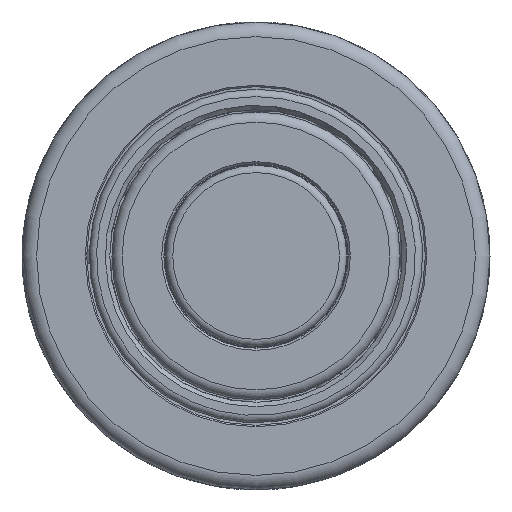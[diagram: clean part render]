
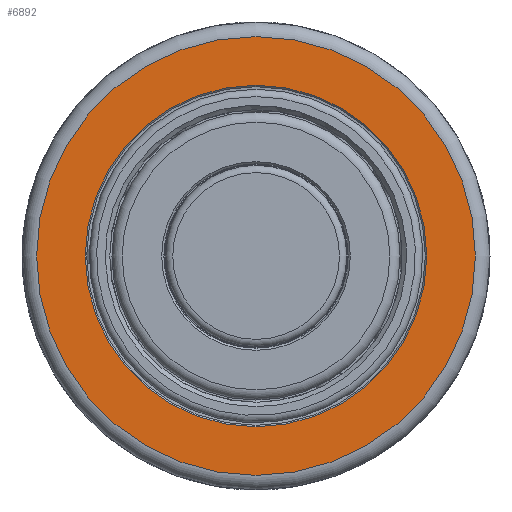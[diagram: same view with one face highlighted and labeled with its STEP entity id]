
A CAD part, left-side view. The second image highlights one B-rep face of the part: STEP entity #6892.
In plain terms, the highlighted face is planar.
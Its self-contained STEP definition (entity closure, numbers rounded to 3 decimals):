
#613=FACE_BOUND('',#1524,.T.);
#685=PLANE('',#7663);
#1108=FACE_OUTER_BOUND('',#1523,.T.);
#1523=EDGE_LOOP('',(#5683,#5684));
#1524=EDGE_LOOP('',(#5685));
#2416=CIRCLE('',#7662,11.675);
#2417=CIRCLE('',#7664,15.);
#2418=CIRCLE('',#7665,15.);
#3032=VERTEX_POINT('',#21483);
#3033=VERTEX_POINT('',#21487);
#3034=VERTEX_POINT('',#21488);
#3984=EDGE_CURVE('',#3032,#3032,#2416,.T.);
#3985=EDGE_CURVE('',#3033,#3034,#2417,.T.);
#3986=EDGE_CURVE('',#3034,#3033,#2418,.T.);
#5683=ORIENTED_EDGE('',*,*,#3985,.T.);
#5684=ORIENTED_EDGE('',*,*,#3986,.T.);
#5685=ORIENTED_EDGE('',*,*,#3984,.F.);
#6892=ADVANCED_FACE('',(#1108,#613),#685,.T.);
#7662=AXIS2_PLACEMENT_3D('',#21485,#9180,#9181);
#7663=AXIS2_PLACEMENT_3D('',#21486,#9182,#9183);
#7664=AXIS2_PLACEMENT_3D('',#21489,#9184,#9185);
#7665=AXIS2_PLACEMENT_3D('',#21490,#9186,#9187);
#9180=DIRECTION('center_axis',(1.,0.,0.));
#9181=DIRECTION('ref_axis',(0.,0.,1.));
#9182=DIRECTION('center_axis',(1.,0.,0.));
#9183=DIRECTION('ref_axis',(0.,0.,-1.));
#9184=DIRECTION('center_axis',(1.,0.,0.));
#9185=DIRECTION('ref_axis',(0.,0.,-1.));
#9186=DIRECTION('center_axis',(1.,0.,0.));
#9187=DIRECTION('ref_axis',(0.,0.,-1.));
#21483=CARTESIAN_POINT('',(32.7,0.,-11.675));
#21485=CARTESIAN_POINT('Origin',(32.7,0.,0.));
#21486=CARTESIAN_POINT('Origin',(32.7,0.,-11.575));
#21487=CARTESIAN_POINT('',(32.7,0.,-15.));
#21488=CARTESIAN_POINT('',(32.7,0.,15.));
#21489=CARTESIAN_POINT('Origin',(32.7,0.,0.));
#21490=CARTESIAN_POINT('Origin',(32.7,0.,0.));
